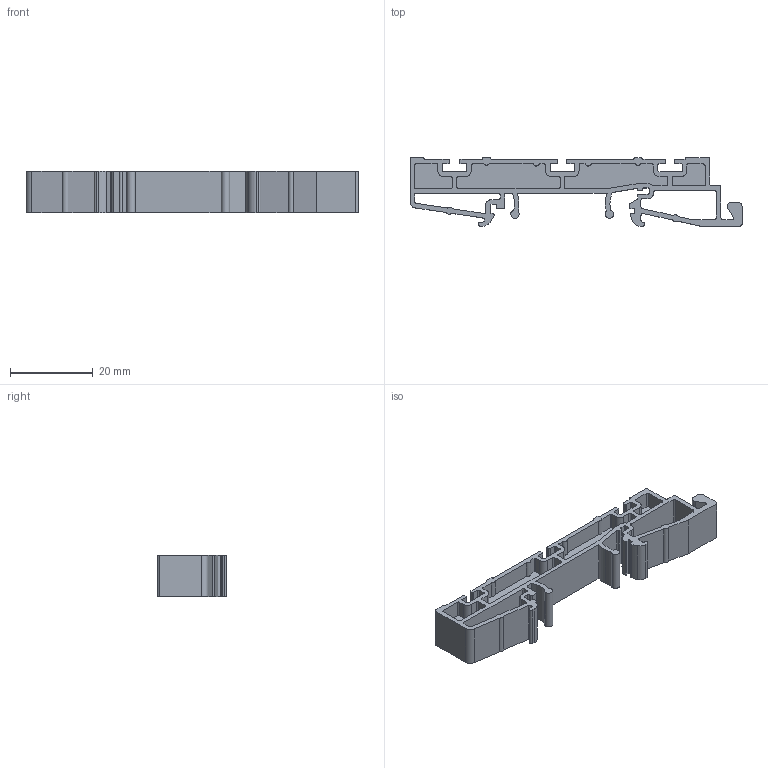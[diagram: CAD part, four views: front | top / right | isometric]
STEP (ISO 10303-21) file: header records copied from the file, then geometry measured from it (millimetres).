
FILE_DESCRIPTION (( 'STEP AP203' ), '1' );
FILE_NAME ('KART YUVASI SERISI - 72 MM PROFIL - AYAK.STEP', '2018-10-05T09:08:56', ( 'user' ), ( '' ), 'SwSTEP 2.0', 'SolidWorks 2016', '' );
FILE_SCHEMA (( 'CONFIG_CONTROL_DESIGN' ));
Length unit declared in the file: millimetre
Products named in the file (1): KART YUVASI SERISI - 72 MM PROFIL - AYAK
Bounding box: 80.1 x 16.51 x 10 mm (x, y, z)
Volume: 4113.2 mm3; surface area: 6653.7 mm2
Topology: 1 solids, 1 shells, 339 faces, 987 edges, 658 vertices
Faces by surface type: cylinder 171, plane 168
Entity records: 11388 total; most frequent: DIRECTION 2009, CARTESIAN_POINT 1985, ORIENTED_EDGE 1974, EDGE_CURVE 987, AXIS2_PLACEMENT_3D 682, VERTEX_POINT 658, LINE 645, VECTOR 645
